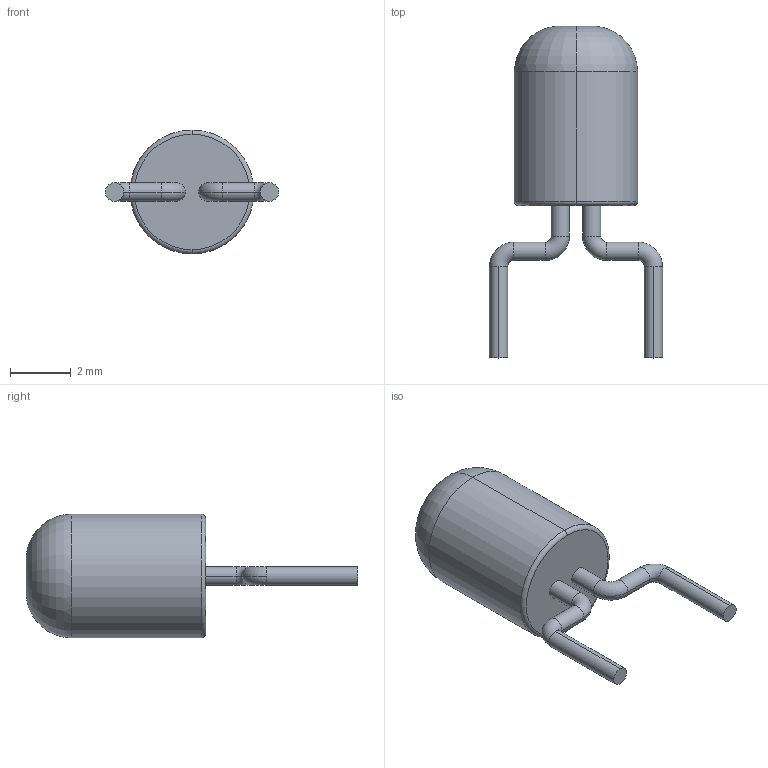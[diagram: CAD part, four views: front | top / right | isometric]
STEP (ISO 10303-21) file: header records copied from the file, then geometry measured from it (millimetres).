
FILE_DESCRIPTION(/* description */ ('Alibre Inc.'),/* implementation_level */ '2;1');
FILE_NAME(/* name */ 'export-E69E043C-9B3E-4CFF-8F37-9518C3320E2E',/* time_stamp */ '2020-04-29T13:39:50-04:00',/* author */ (''),/* organization */ (''),/* preprocessor_version */ 'ST-DEVELOPER v17',/* originating_system */ 'Alibre',/* authorisation */ '');
FILE_SCHEMA (('AUTOMOTIVE_DESIGN'));
Length unit declared in the file: inch
Bounding box: 5.68 x 10.89 x 4.06 mm (x, y, z)
Volume: 74.9 mm3; surface area: 117.1 mm2
Topology: 3 solids, 3 shells, 32 faces, 62 edges, 36 vertices
Faces by surface type: cylinder 14, torus 12, plane 6
Entity records: 954 total; most frequent: DIRECTION 168, CARTESIAN_POINT 136, ORIENTED_EDGE 124, AXIS2_PLACEMENT_3D 86, EDGE_CURVE 62, CIRCLE 48, VERTEX_POINT 36, STYLED_ITEM 35
